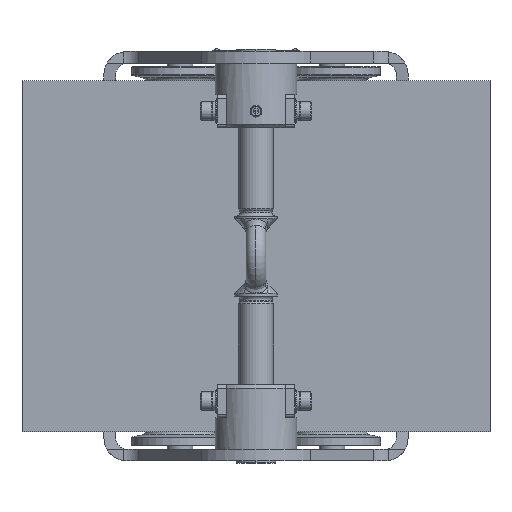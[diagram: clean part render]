
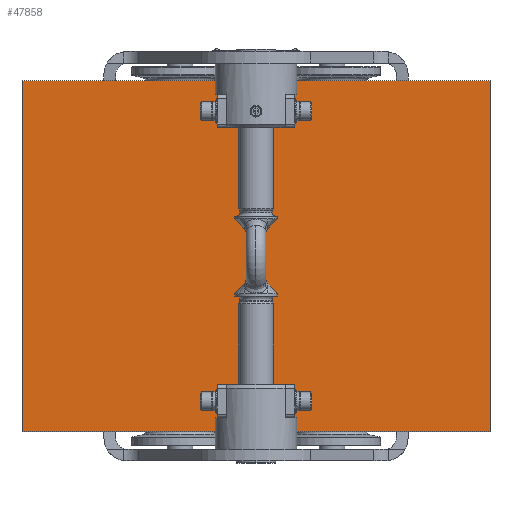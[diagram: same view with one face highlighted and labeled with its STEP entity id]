
A CAD part, front view. The second image highlights one B-rep face of the part: STEP entity #47858.
In plain terms, the highlighted planar face has unit normal (0, -1, 0).
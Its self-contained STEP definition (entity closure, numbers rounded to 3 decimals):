
#416 = CARTESIAN_POINT ( 'NONE',  ( -200., -150., -150. ) ) ;
#532 = VERTEX_POINT ( 'NONE', #34231 ) ;
#2521 = DIRECTION ( 'NONE',  ( 0., 0., -1. ) ) ;
#2904 = VERTEX_POINT ( 'NONE', #43926 ) ;
#5620 = DIRECTION ( 'NONE',  ( 0., -1., 0. ) ) ;
#6271 = VERTEX_POINT ( 'NONE', #36761 ) ;
#6346 = VECTOR ( 'NONE', #2521, 1000. ) ;
#8764 = EDGE_CURVE ( 'NONE', #6271, #532, #33133, .T. ) ;
#9464 = CARTESIAN_POINT ( 'NONE',  ( -200., -150., 150. ) ) ;
#9665 = PLANE ( 'NONE',  #45464 ) ;
#9835 = DIRECTION ( 'NONE',  ( 0., 0., -1. ) ) ;
#12140 = VECTOR ( 'NONE', #38575, 1000. ) ;
#12733 = ORIENTED_EDGE ( 'NONE', *, *, #34967, .T. ) ;
#15387 = VECTOR ( 'NONE', #35988, 1000. ) ;
#17900 = ORIENTED_EDGE ( 'NONE', *, *, #49079, .F. ) ;
#19968 = ORIENTED_EDGE ( 'NONE', *, *, #8764, .F. ) ;
#22226 = CARTESIAN_POINT ( 'NONE',  ( -200., -150., 150. ) ) ;
#23985 = CARTESIAN_POINT ( 'NONE',  ( 200., -150., 150. ) ) ;
#33133 = LINE ( 'NONE', #9464, #44175 ) ;
#33698 = ORIENTED_EDGE ( 'NONE', *, *, #50326, .T. ) ;
#33978 = DIRECTION ( 'NONE',  ( 1., 0., 0. ) ) ;
#34231 = CARTESIAN_POINT ( 'NONE',  ( 200., -150., 150. ) ) ;
#34967 = EDGE_CURVE ( 'NONE', #38285, #2904, #48522, .T. ) ;
#35988 = DIRECTION ( 'NONE',  ( 1., 0., 0. ) ) ;
#36761 = CARTESIAN_POINT ( 'NONE',  ( -200., -150., 150. ) ) ;
#38285 = VERTEX_POINT ( 'NONE', #416 ) ;
#38575 = DIRECTION ( 'NONE',  ( 0., 0., -1. ) ) ;
#42670 = EDGE_LOOP ( 'NONE', ( #17900, #19968, #33698, #12733 ) ) ;
#43926 = CARTESIAN_POINT ( 'NONE',  ( 200., -150., -150. ) ) ;
#44175 = VECTOR ( 'NONE', #33978, 1000. ) ;
#44801 = FACE_OUTER_BOUND ( 'NONE', #42670, .T. ) ;
#45244 = LINE ( 'NONE', #46800, #12140 ) ;
#45464 = AXIS2_PLACEMENT_3D ( 'NONE', #22226, #5620, #9835 ) ;
#46800 = CARTESIAN_POINT ( 'NONE',  ( -200., -150., 150. ) ) ;
#47365 = LINE ( 'NONE', #23985, #6346 ) ;
#47858 = ADVANCED_FACE ( 'NONE', ( #44801 ), #9665, .T. ) ;
#48522 = LINE ( 'NONE', #52213, #15387 ) ;
#49079 = EDGE_CURVE ( 'NONE', #532, #2904, #47365, .T. ) ;
#50326 = EDGE_CURVE ( 'NONE', #6271, #38285, #45244, .T. ) ;
#52213 = CARTESIAN_POINT ( 'NONE',  ( -200., -150., -150. ) ) ;
